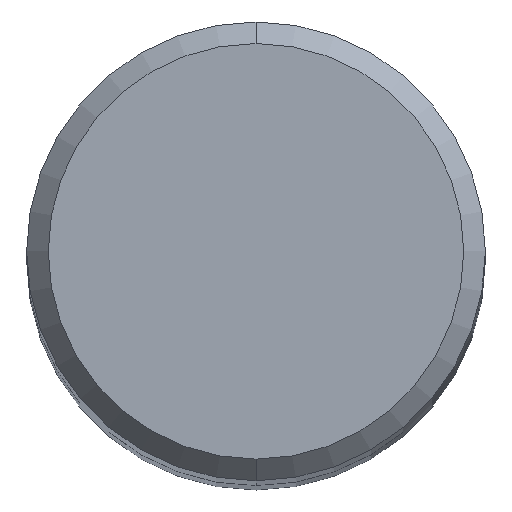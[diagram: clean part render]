
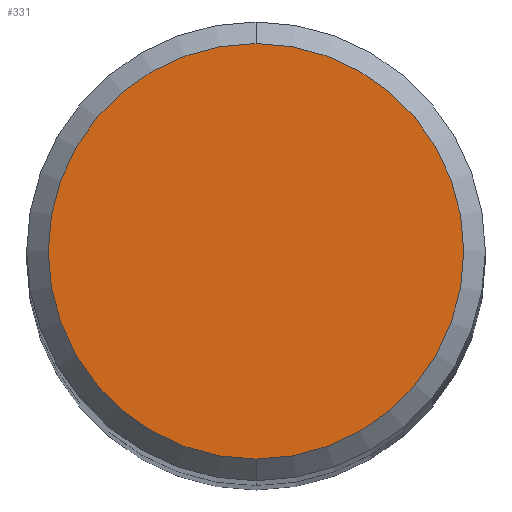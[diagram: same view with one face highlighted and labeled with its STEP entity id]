
A CAD part, top view. The second image highlights one B-rep face of the part: STEP entity #331.
In plain terms, the highlighted planar face has unit normal (0, 0, 1).
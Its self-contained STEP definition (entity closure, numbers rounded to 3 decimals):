
#257=EDGE_CURVE('',#269,#361,#543,.T.);
#269=VERTEX_POINT('',#556);
#291=EDGE_CURVE('',#361,#269,#582,.T.);
#331=ADVANCED_FACE('',(#626),#627,.T.);
#361=VERTEX_POINT('',#658);
#543=CIRCLE('',#951,7.7);
#556=CARTESIAN_POINT('',(0.0,7.7,0.0));
#582=CIRCLE('',#1046,7.7);
#626=FACE_OUTER_BOUND('',#1136,.T.);
#627=PLANE('',#1137);
#658=CARTESIAN_POINT('',(0.,-7.7,0.0));
#951=AXIS2_PLACEMENT_3D('',#1526,#1527,#1528);
#1046=AXIS2_PLACEMENT_3D('',#1574,#1575,#1576);
#1136=EDGE_LOOP('',(#1616,#1617));
#1137=AXIS2_PLACEMENT_3D('',#1618,#1619,#1620);
#1526=CARTESIAN_POINT('',(0.0,0.0,0.0));
#1527=DIRECTION('',(0.0,0.0,-1.0));
#1528=DIRECTION('',(0.0,1.0,0.0));
#1574=CARTESIAN_POINT('',(0.0,0.0,0.0));
#1575=DIRECTION('',(0.0,0.0,-1.0));
#1576=DIRECTION('',(0.0,1.0,0.0));
#1616=ORIENTED_EDGE('',*,*,#257,.F.);
#1617=ORIENTED_EDGE('',*,*,#291,.F.);
#1618=CARTESIAN_POINT('',(0.0,3.85,0.0));
#1619=DIRECTION('',(-0.0,0.0,1.0));
#1620=DIRECTION('',(0.0,-1.0,0.0));
